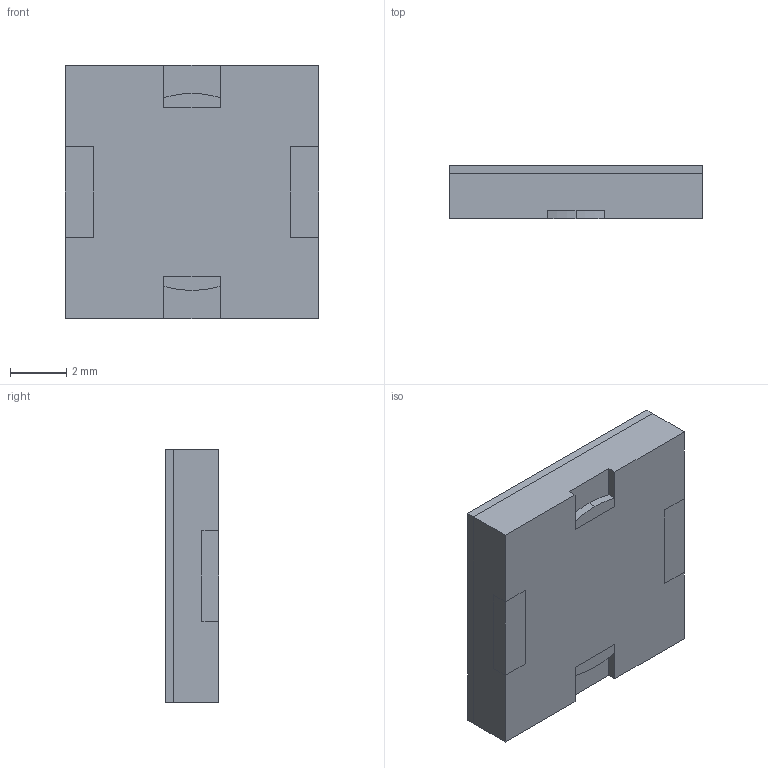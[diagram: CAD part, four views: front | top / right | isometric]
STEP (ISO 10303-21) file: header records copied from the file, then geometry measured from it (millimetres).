
FILE_DESCRIPTION (( 'STEP AP214' ), '1' );
FILE_NAME ('PKMCS0909E4000-R1.STEP', '2021-07-16T09:36:57', ( '' ), ( '' ), 'SwSTEP 2.0', 'SolidWorks 2018', '' );
FILE_SCHEMA (( 'AUTOMOTIVE_DESIGN' ));
Length unit declared in the file: millimetre
Products named in the file (1): PKMCS0909E4000-R1
Bounding box: 9 x 1.9 x 9 mm (x, y, z)
Volume: 152.6 mm3; surface area: 426 mm2
Topology: 6 solids, 6 shells, 55 faces, 129 edges, 86 vertices
Faces by surface type: plane 50, cylinder 5
Entity records: 2241 total; most frequent: CARTESIAN_POINT 271, ORIENTED_EDGE 258, DIRECTION 251, EDGE_CURVE 129, VECTOR 119, LINE 119, VERTEX_POINT 86, AXIS2_PLACEMENT_3D 66
